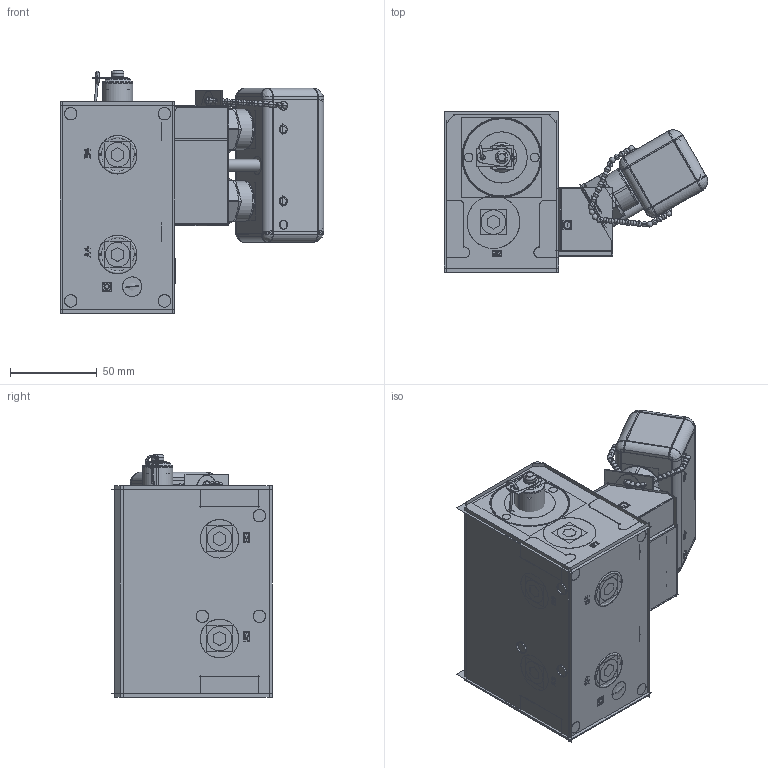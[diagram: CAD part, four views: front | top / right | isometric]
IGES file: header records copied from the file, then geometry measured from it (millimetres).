
Start section:  PTC IGES file: ilc56000542.igs
Global section: file name: ilc56000542.igs; native system: Creo Parametric by Parametric Technology Corporation; preprocessor: 2013320; author: npeters; organization: Unknown; date: 20200416.113532; units: inch
Bounding box: 151.72 x 92.46 x 139.94 mm (x, y, z)
Surface area: 237699.5 mm2 (no closed solid volume)
Topology: 0 solids, 0 shells, 2801 faces, 33780 edges, 40727 vertices
Faces by surface type: bspline 1548, revolution 1253
